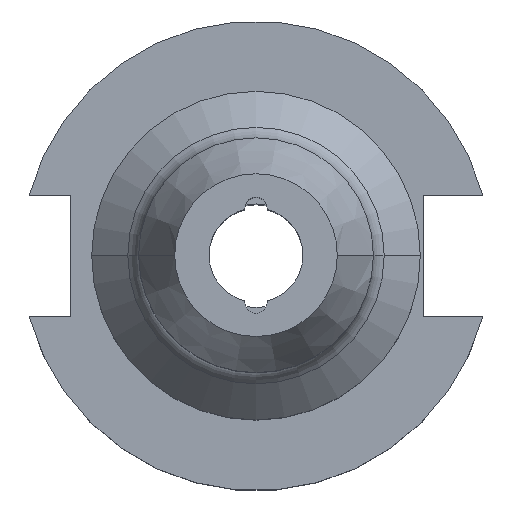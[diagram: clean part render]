
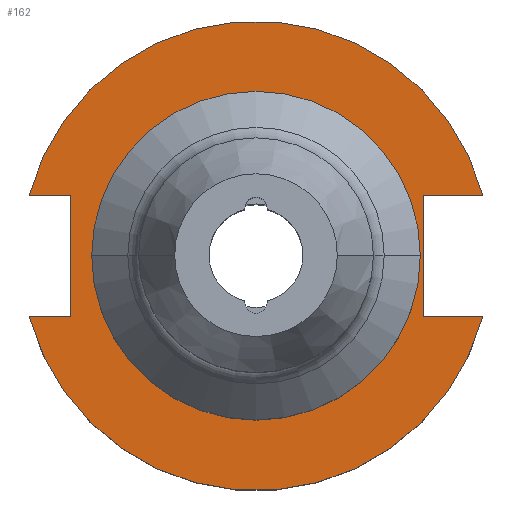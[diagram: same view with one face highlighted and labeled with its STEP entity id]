
A CAD part, top view. The second image highlights one B-rep face of the part: STEP entity #162.
In plain terms, the highlighted planar face has unit normal (0, 0, 1).
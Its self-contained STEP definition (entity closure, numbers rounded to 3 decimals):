
#25 = DIRECTION ( 'NONE',  ( 1., 0., 0. ) ) ;
#36 = VECTOR ( 'NONE', #1873, 1000. ) ;
#84 = AXIS2_PLACEMENT_3D ( 'NONE', #1319, #586, #1586 ) ;
#88 = VECTOR ( 'NONE', #587, 1000. ) ;
#142 = LINE ( 'NONE', #1760, #88 ) ;
#162 = ADVANCED_FACE ( 'NONE', ( #617, #760 ), #1233, .F. ) ;
#184 = CARTESIAN_POINT ( 'NONE',  ( -22.225, 0., 19.05 ) ) ;
#219 = CARTESIAN_POINT ( 'NONE',  ( 0., 0., 19.05 ) ) ;
#220 = VERTEX_POINT ( 'NONE', #1802 ) ;
#223 = CARTESIAN_POINT ( 'NONE',  ( 22.225, 0., 19.05 ) ) ;
#230 = EDGE_CURVE ( 'NONE', #1620, #1203, #754, .T. ) ;
#236 = DIRECTION ( 'NONE',  ( 1., 0., 0. ) ) ;
#240 = CIRCLE ( 'NONE', #832, 22.225 ) ;
#244 = CARTESIAN_POINT ( 'NONE',  ( 22.606, 22.225, 19.05 ) ) ;
#266 = DIRECTION ( 'NONE',  ( 0., 0., 1. ) ) ;
#351 = EDGE_CURVE ( 'NONE', #1171, #1620, #142, .T. ) ;
#352 = CARTESIAN_POINT ( 'NONE',  ( 0., 0., 19.05 ) ) ;
#355 = EDGE_LOOP ( 'NONE', ( #1895, #1683 ) ) ;
#394 = ORIENTED_EDGE ( 'NONE', *, *, #1839, .F. ) ;
#401 = CARTESIAN_POINT ( 'NONE',  ( 30.675, -8.191, 19.05 ) ) ;
#430 = DIRECTION ( 'NONE',  ( 1., 0., 0. ) ) ;
#452 = ORIENTED_EDGE ( 'NONE', *, *, #1166, .T. ) ;
#490 = EDGE_CURVE ( 'NONE', #657, #1796, #240, .T. ) ;
#539 = AXIS2_PLACEMENT_3D ( 'NONE', #1886, #1187, #430 ) ;
#563 = CARTESIAN_POINT ( 'NONE',  ( -25.091, -8.191, 19.05 ) ) ;
#583 = VERTEX_POINT ( 'NONE', #1542 ) ;
#586 = DIRECTION ( 'NONE',  ( 0., 0., -1. ) ) ;
#587 = DIRECTION ( 'NONE',  ( 1., 0., 0. ) ) ;
#592 = CARTESIAN_POINT ( 'NONE',  ( -30.675, 8.191, 19.05 ) ) ;
#598 = EDGE_CURVE ( 'NONE', #1856, #720, #848, .T. ) ;
#609 = DIRECTION ( 'NONE',  ( 1., 0., 0. ) ) ;
#617 = FACE_BOUND ( 'NONE', #355, .T. ) ;
#656 = VECTOR ( 'NONE', #1194, 1000. ) ;
#657 = VERTEX_POINT ( 'NONE', #223 ) ;
#679 = LINE ( 'NONE', #244, #1025 ) ;
#688 = DIRECTION ( 'NONE',  ( 0., 1., 0. ) ) ;
#699 = ORIENTED_EDGE ( 'NONE', *, *, #351, .T. ) ;
#720 = VERTEX_POINT ( 'NONE', #401 ) ;
#754 = LINE ( 'NONE', #781, #656 ) ;
#760 = FACE_OUTER_BOUND ( 'NONE', #1198, .T. ) ;
#774 = CARTESIAN_POINT ( 'NONE',  ( -61.091, -8.191, 19.05 ) ) ;
#781 = CARTESIAN_POINT ( 'NONE',  ( -25.091, 8.191, 19.05 ) ) ;
#829 = ORIENTED_EDGE ( 'NONE', *, *, #230, .T. ) ;
#832 = AXIS2_PLACEMENT_3D ( 'NONE', #219, #266, #25 ) ;
#848 = CIRCLE ( 'NONE', #1479, 31.75 ) ;
#868 = ORIENTED_EDGE ( 'NONE', *, *, #1527, .T. ) ;
#874 = CARTESIAN_POINT ( 'NONE',  ( 22.606, 8.191, 19.05 ) ) ;
#978 = CARTESIAN_POINT ( 'NONE',  ( -30.675, -8.191, 19.05 ) ) ;
#1025 = VECTOR ( 'NONE', #688, 1000. ) ;
#1152 = ORIENTED_EDGE ( 'NONE', *, *, #598, .T. ) ;
#1166 = EDGE_CURVE ( 'NONE', #220, #1171, #1596, .T. ) ;
#1171 = VERTEX_POINT ( 'NONE', #592 ) ;
#1187 = DIRECTION ( 'NONE',  ( 0., 0., 1. ) ) ;
#1194 = DIRECTION ( 'NONE',  ( 0., -1., 0. ) ) ;
#1198 = EDGE_LOOP ( 'NONE', ( #829, #394, #1152, #1689, #868, #1782, #452, #699 ) ) ;
#1203 = VERTEX_POINT ( 'NONE', #563 ) ;
#1233 = PLANE ( 'NONE',  #84 ) ;
#1260 = VECTOR ( 'NONE', #609, 1000. ) ;
#1319 = CARTESIAN_POINT ( 'NONE',  ( 0., 22.225, 19.05 ) ) ;
#1361 = CIRCLE ( 'NONE', #1778, 22.225 ) ;
#1389 = DIRECTION ( 'NONE',  ( 0., 0., 1. ) ) ;
#1391 = VECTOR ( 'NONE', #236, 1000. ) ;
#1437 = LINE ( 'NONE', #1444, #1391 ) ;
#1444 = CARTESIAN_POINT ( 'NONE',  ( 0., -8.191, 19.05 ) ) ;
#1479 = AXIS2_PLACEMENT_3D ( 'NONE', #1878, #1884, #1736 ) ;
#1527 = EDGE_CURVE ( 'NONE', #583, #1674, #679, .T. ) ;
#1537 = EDGE_CURVE ( 'NONE', #583, #720, #1437, .T. ) ;
#1542 = CARTESIAN_POINT ( 'NONE',  ( 22.606, -8.191, 19.05 ) ) ;
#1586 = DIRECTION ( 'NONE',  ( -1., 0., 0. ) ) ;
#1596 = CIRCLE ( 'NONE', #539, 31.75 ) ;
#1616 = LINE ( 'NONE', #1844, #36 ) ;
#1620 = VERTEX_POINT ( 'NONE', #1881 ) ;
#1660 = LINE ( 'NONE', #774, #1260 ) ;
#1674 = VERTEX_POINT ( 'NONE', #874 ) ;
#1683 = ORIENTED_EDGE ( 'NONE', *, *, #1845, .F. ) ;
#1689 = ORIENTED_EDGE ( 'NONE', *, *, #1537, .F. ) ;
#1712 = DIRECTION ( 'NONE',  ( 1., 0., 0. ) ) ;
#1736 = DIRECTION ( 'NONE',  ( 1., 0., 0. ) ) ;
#1760 = CARTESIAN_POINT ( 'NONE',  ( -61.091, 8.191, 19.05 ) ) ;
#1778 = AXIS2_PLACEMENT_3D ( 'NONE', #352, #1389, #1712 ) ;
#1782 = ORIENTED_EDGE ( 'NONE', *, *, #1862, .F. ) ;
#1796 = VERTEX_POINT ( 'NONE', #184 ) ;
#1802 = CARTESIAN_POINT ( 'NONE',  ( 30.675, 8.191, 19.05 ) ) ;
#1839 = EDGE_CURVE ( 'NONE', #1856, #1203, #1660, .T. ) ;
#1844 = CARTESIAN_POINT ( 'NONE',  ( 0., 8.191, 19.05 ) ) ;
#1845 = EDGE_CURVE ( 'NONE', #1796, #657, #1361, .T. ) ;
#1856 = VERTEX_POINT ( 'NONE', #978 ) ;
#1862 = EDGE_CURVE ( 'NONE', #220, #1674, #1616, .T. ) ;
#1873 = DIRECTION ( 'NONE',  ( -1., 0., 0. ) ) ;
#1878 = CARTESIAN_POINT ( 'NONE',  ( 0., 0., 19.05 ) ) ;
#1881 = CARTESIAN_POINT ( 'NONE',  ( -25.091, 8.191, 19.05 ) ) ;
#1884 = DIRECTION ( 'NONE',  ( 0., 0., 1. ) ) ;
#1886 = CARTESIAN_POINT ( 'NONE',  ( 0., 0., 19.05 ) ) ;
#1895 = ORIENTED_EDGE ( 'NONE', *, *, #490, .F. ) ;
